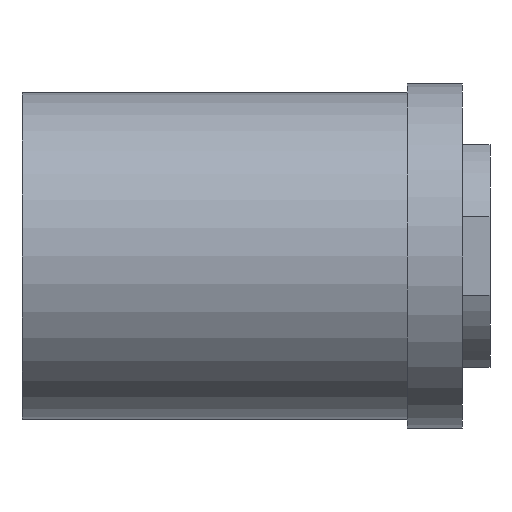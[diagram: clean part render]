
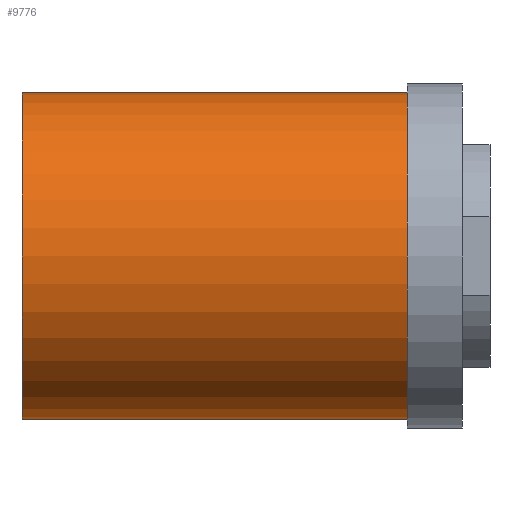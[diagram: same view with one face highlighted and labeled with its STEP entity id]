
A CAD part, front view. The second image highlights one B-rep face of the part: STEP entity #9776.
In plain terms, the highlighted cylindrical face has radius 37.656 mm (diameter 75.311 mm), a partial arc.
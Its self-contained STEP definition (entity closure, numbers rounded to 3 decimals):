
#112 = FACE_OUTER_BOUND ( 'NONE', #408, .T. ) ;
#171 = CARTESIAN_POINT ( 'NONE',  ( 0., 0., 88.9 ) ) ;
#408 = EDGE_LOOP ( 'NONE', ( #10019, #3964, #1574, #12307 ) ) ;
#1197 = CARTESIAN_POINT ( 'NONE',  ( 0., 0., 88.9 ) ) ;
#1503 = LINE ( 'NONE', #7557, #7815 ) ;
#1574 = ORIENTED_EDGE ( 'NONE', *, *, #10480, .T. ) ;
#1835 = EDGE_CURVE ( 'NONE', #11269, #9497, #1503, .T. ) ;
#1846 = CARTESIAN_POINT ( 'NONE',  ( -37.655, 0., 88.9 ) ) ;
#2354 = VERTEX_POINT ( 'NONE', #1846 ) ;
#2374 = DIRECTION ( 'NONE',  ( 0., 0., -1. ) ) ;
#2538 = CIRCLE ( 'NONE', #7980, 37.655 ) ;
#3964 = ORIENTED_EDGE ( 'NONE', *, *, #12211, .F. ) ;
#4033 = DIRECTION ( 'NONE',  ( 0., 0., 1. ) ) ;
#5305 = AXIS2_PLACEMENT_3D ( 'NONE', #6028, #8815, #5935 ) ;
#5385 = VERTEX_POINT ( 'NONE', #7413 ) ;
#5935 = DIRECTION ( 'NONE',  ( 1., 0., 0. ) ) ;
#6028 = CARTESIAN_POINT ( 'NONE',  ( 0., 0., 0. ) ) ;
#6196 = CARTESIAN_POINT ( 'NONE',  ( -37.655, 0., 88.9 ) ) ;
#6784 = CIRCLE ( 'NONE', #5305, 37.655 ) ;
#6912 = AXIS2_PLACEMENT_3D ( 'NONE', #1197, #7841, #8848 ) ;
#7413 = CARTESIAN_POINT ( 'NONE',  ( -37.655, 0., 0. ) ) ;
#7557 = CARTESIAN_POINT ( 'NONE',  ( 37.655, 0., 88.9 ) ) ;
#7772 = CYLINDRICAL_SURFACE ( 'NONE', #6912, 37.655 ) ;
#7815 = VECTOR ( 'NONE', #8640, 1000. ) ;
#7841 = DIRECTION ( 'NONE',  ( 0., 0., -1. ) ) ;
#7980 = AXIS2_PLACEMENT_3D ( 'NONE', #171, #4033, #10429 ) ;
#7991 = CARTESIAN_POINT ( 'NONE',  ( 37.655, 0., 88.9 ) ) ;
#8300 = LINE ( 'NONE', #6196, #10979 ) ;
#8640 = DIRECTION ( 'NONE',  ( 0., 0., -1. ) ) ;
#8815 = DIRECTION ( 'NONE',  ( 0., 0., 1. ) ) ;
#8848 = DIRECTION ( 'NONE',  ( -1., 0., 0. ) ) ;
#9497 = VERTEX_POINT ( 'NONE', #11314 ) ;
#9776 = ADVANCED_FACE ( 'NONE', ( #112 ), #7772, .T. ) ;
#10019 = ORIENTED_EDGE ( 'NONE', *, *, #1835, .F. ) ;
#10429 = DIRECTION ( 'NONE',  ( 1., 0., 0. ) ) ;
#10480 = EDGE_CURVE ( 'NONE', #2354, #5385, #8300, .T. ) ;
#10533 = EDGE_CURVE ( 'NONE', #5385, #9497, #6784, .T. ) ;
#10979 = VECTOR ( 'NONE', #2374, 1000. ) ;
#11269 = VERTEX_POINT ( 'NONE', #7991 ) ;
#11314 = CARTESIAN_POINT ( 'NONE',  ( 37.655, 0., 0. ) ) ;
#12211 = EDGE_CURVE ( 'NONE', #2354, #11269, #2538, .T. ) ;
#12307 = ORIENTED_EDGE ( 'NONE', *, *, #10533, .T. ) ;
